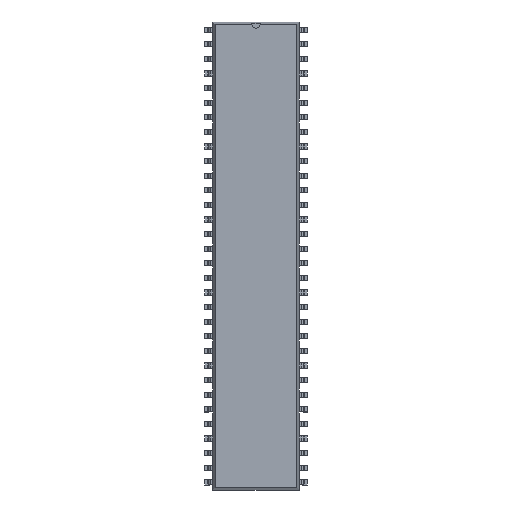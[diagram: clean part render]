
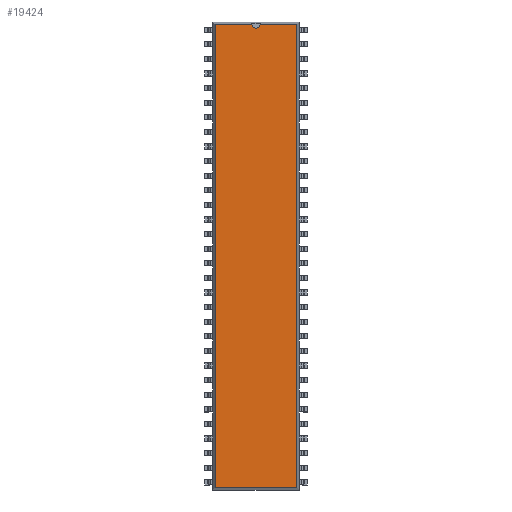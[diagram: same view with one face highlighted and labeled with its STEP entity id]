
A CAD part, top view. The second image highlights one B-rep face of the part: STEP entity #19424.
In plain terms, the highlighted planar face has unit normal (0, 0, 1).
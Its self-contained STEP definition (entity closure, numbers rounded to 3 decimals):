
#27=VECTOR('',#28,1.);
#28=DIRECTION('',(0.,1.,0.));
#34=VECTOR('',#35,1.);
#35=DIRECTION('',(-1.,0.,0.));
#41=VECTOR('',#42,1.);
#42=DIRECTION('',(0.,-1.,0.));
#46=VECTOR('',#47,1.);
#47=DIRECTION('',(1.,0.,0.));
#50=DIRECTION('',(0.,0.,-1.));
#3296=DIRECTION('',(0.,0.,-1.));
#12982=VERTEX_POINT('',#12983);
#12983=CARTESIAN_POINT('',(7.106,40.301,3.68));
#12985=ORIENTED_EDGE('',*,*,#12986,.F.);
#12986=EDGE_CURVE('',#12987,#12982,#12989,.T.);
#12987=VERTEX_POINT('',#12988);
#12988=CARTESIAN_POINT('',(7.106,-40.301,3.68));
#12989=LINE('',#12988,#27);
#16135=VERTEX_POINT('',#16136);
#16136=CARTESIAN_POINT('',(-7.106,40.301,3.68));
#16138=ORIENTED_EDGE('',*,*,#16139,.F.);
#16139=EDGE_CURVE('',#16140,#16135,#16142,.T.);
#16140=VERTEX_POINT('',#16141);
#16141=CARTESIAN_POINT('',(-0.746,40.301,3.68));
#16142=LINE('',#12983,#34);
#16161=VERTEX_POINT('',#16162);
#16162=CARTESIAN_POINT('',(0.746,40.301,3.68));
#16168=ORIENTED_EDGE('',*,*,#16169,.F.);
#16169=EDGE_CURVE('',#12982,#16161,#16142,.T.);
#16273=VERTEX_POINT('',#16274);
#16274=CARTESIAN_POINT('',(-7.106,-40.301,3.68));
#16276=ORIENTED_EDGE('',*,*,#16277,.F.);
#16277=EDGE_CURVE('',#16135,#16273,#16278,.T.);
#16278=LINE('',#16136,#41);
#19419=ORIENTED_EDGE('',*,*,#19420,.F.);
#19420=EDGE_CURVE('',#16273,#12987,#19421,.T.);
#19421=LINE('',#16274,#46);
#19424=ADVANCED_FACE('',(#19425),#19436,.F.);
#19425=FACE_BOUND('',#19426,.F.);
#19426=EDGE_LOOP('',(#12985,#19419,#16276,#16138,#19427,#19434,#16168));
#19427=ORIENTED_EDGE('',*,*,#19428,.F.);
#19428=EDGE_CURVE('',#19429,#16140,#19431,.T.);
#19429=VERTEX_POINT('',#19430);
#19430=CARTESIAN_POINT('',(0.,39.626,3.68));
#19431=CIRCLE('',#19432,0.75);
#19432=AXIS2_PLACEMENT_3D('',#19433,#3296,#42);
#19433=CARTESIAN_POINT('',(0.,40.376,3.68));
#19434=ORIENTED_EDGE('',*,*,#19435,.F.);
#19435=EDGE_CURVE('',#16161,#19429,#19431,.T.);
#19436=PLANE('',#19437);
#19437=AXIS2_PLACEMENT_3D('',#12988,#50,#19438);
#19438=DIRECTION('',(-0.174,0.985,0.));
